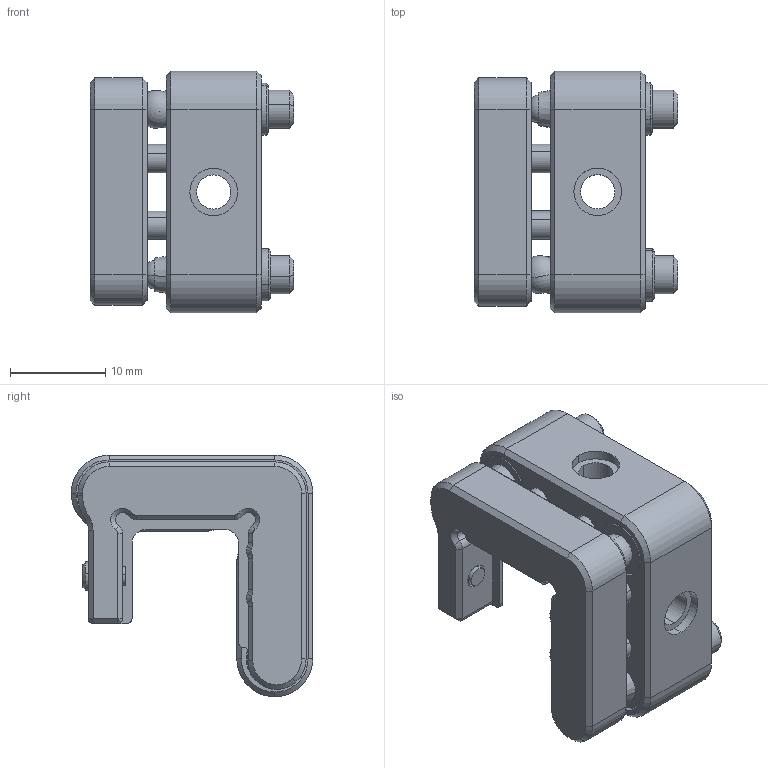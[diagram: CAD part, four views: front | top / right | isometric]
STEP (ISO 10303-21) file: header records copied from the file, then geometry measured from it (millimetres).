
FILE_DESCRIPTION (( 'STEP AP214' ), '1' );
FILE_NAME ('1.1.7.4_ZJJ-R0.5-2，标准两轴矩形调整架，高度0.5英寸(12.7mm)，右手系，A.STEP', '2020-09-05T05:47:44', ( '' ), ( '' ), 'SwSTEP 2.0', 'SolidWorks 2018', '' );
FILE_SCHEMA (( 'AUTOMOTIVE_DESIGN' ));
Length unit declared in the file: millimetre
Products named in the file (1): 1.1.7.4_ZJJ-R0.5-2，标准两轴矩形调整架，高度0.5英寸(12.7mm)，右手系，A
Bounding box: 21.44 x 25.4 x 25.4 mm (x, y, z)
Surface area: 5273.8 mm2 (no closed solid volume)
Topology: 0 solids, 30 shells, 368 faces, 947 edges, 586 vertices
Faces by surface type: cylinder 117, plane 117, cone 116, bspline 12, sphere 6
Entity records: 21454 total; most frequent: CARTESIAN_POINT 8503, DIRECTION 1972, ORIENTED_EDGE 1692, EDGE_CURVE 923, AXIS2_PLACEMENT_3D 766, VERTEX_POINT 577, LINE 440, VECTOR 440
